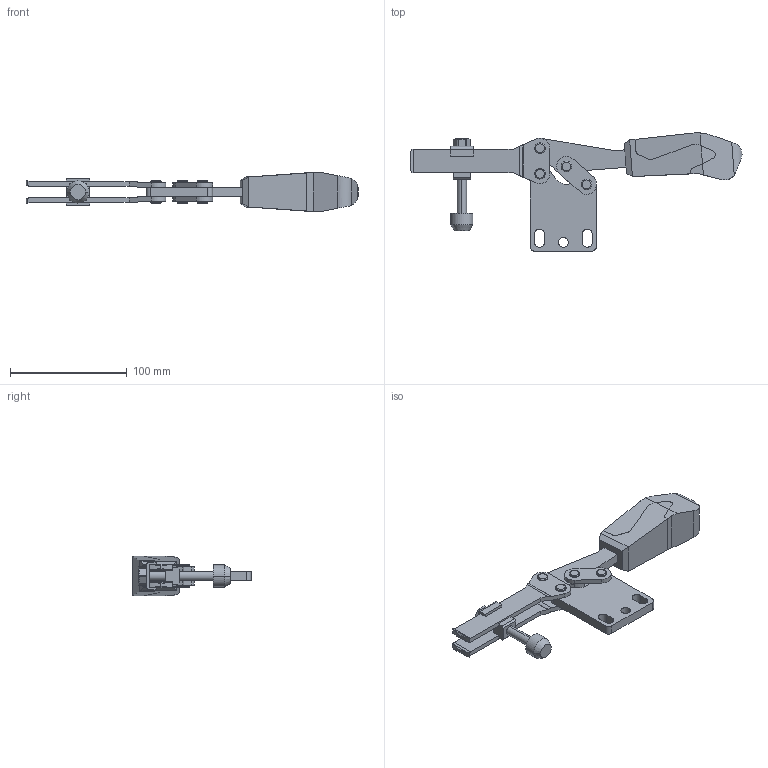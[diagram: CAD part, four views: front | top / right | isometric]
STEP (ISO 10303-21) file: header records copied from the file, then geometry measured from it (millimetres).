
FILE_DESCRIPTION (( 'STEP AP214' ), '1' );
FILE_NAME ('EH 23330.1015.STEP', '2019-10-25T05:41:41', ( '' ), ( '' ), 'SwSTEP 2.0', 'SolidWorks 2019', '' );
FILE_SCHEMA (( 'AUTOMOTIVE_DESIGN' ));
Length unit declared in the file: millimetre
Products named in the file (8): _30MS-M8-4.stp; _93047-6_0.stp; _93047-3_0.stp; _93245-1.stp; EH 23330.1015; _93047-2.stp; _146258.stp; _557248.stp
Assembly tree (7 placements, depth 2):
  EH 23330.1015
    _93245-1.stp
    _93047-2.stp
    _93047-3_0.stp
    _557248.stp
    _30MS-M8-4.stp
    _146258.stp
    _93047-6_0.stp
Bounding box: 284.76 x 101.34 x 34.1 mm (x, y, z)
Volume: 172810.3 mm3; surface area: 52452 mm2
Topology: 7 solids, 8 shells, 288 faces, 739 edges, 484 vertices
Faces by surface type: plane 135, cylinder 121, torus 16, cone 16
Entity records: 9626 total; most frequent: CARTESIAN_POINT 1966, ORIENTED_EDGE 1478, DIRECTION 1475, EDGE_CURVE 739, AXIS2_PLACEMENT_3D 528, VERTEX_POINT 484, VECTOR 419, LINE 419
